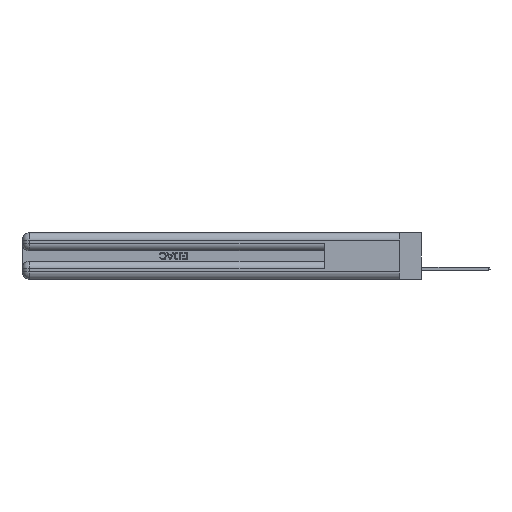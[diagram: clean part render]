
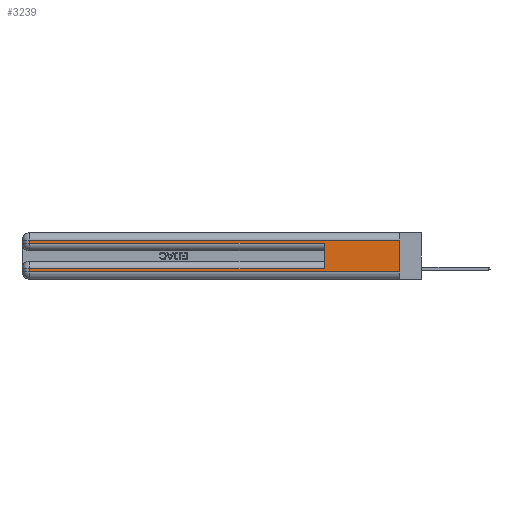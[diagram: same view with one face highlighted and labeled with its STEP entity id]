
A CAD part, left-side view. The second image highlights one B-rep face of the part: STEP entity #3239.
In plain terms, the highlighted planar face has unit normal (-1, 0, 0).
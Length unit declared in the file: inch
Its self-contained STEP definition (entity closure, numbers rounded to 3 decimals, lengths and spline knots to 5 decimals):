
#735 = CARTESIAN_POINT ( 'NONE',  ( 0., 0., 0.31 ) ) ;
#1899 = LINE ( 'NONE', #7347, #44298 ) ;
#3239 = ADVANCED_FACE ( 'NONE', ( #33673 ), #42860, .F. ) ;
#3269 = VECTOR ( 'NONE', #34425, 39.37008 ) ;
#3947 = CARTESIAN_POINT ( 'NONE',  ( 0., 2.94, 0.06 ) ) ;
#4496 = DIRECTION ( 'NONE',  ( 0., 0., -1. ) ) ;
#4582 = CARTESIAN_POINT ( 'NONE',  ( 0., 0.6, 0.085 ) ) ;
#4686 = LINE ( 'NONE', #735, #25139 ) ;
#6544 = VERTEX_POINT ( 'NONE', #25312 ) ;
#6878 = EDGE_CURVE ( 'NONE', #25685, #24967, #4686, .T. ) ;
#7347 = CARTESIAN_POINT ( 'NONE',  ( 0., 0.6, 0.145 ) ) ;
#7488 = LINE ( 'NONE', #8589, #32306 ) ;
#8589 = CARTESIAN_POINT ( 'NONE',  ( 0., 0., 0.37 ) ) ;
#8663 = VERTEX_POINT ( 'NONE', #29698 ) ;
#8720 = LINE ( 'NONE', #14423, #27523 ) ;
#9566 = ORIENTED_EDGE ( 'NONE', *, *, #24036, .T. ) ;
#11553 = LINE ( 'NONE', #14973, #18718 ) ;
#11742 = VECTOR ( 'NONE', #38974, 39.37008 ) ;
#12870 = EDGE_LOOP ( 'NONE', ( #32736, #28945, #25455, #9566, #38707, #18436, #26272, #35327 ) ) ;
#14423 = CARTESIAN_POINT ( 'NONE',  ( 0., 0., 0.285 ) ) ;
#14973 = CARTESIAN_POINT ( 'NONE',  ( 0., 0., 0.085 ) ) ;
#18029 = DIRECTION ( 'NONE',  ( 0., -1., 0. ) ) ;
#18033 = CARTESIAN_POINT ( 'NONE',  ( 0., 0.6, 0.285 ) ) ;
#18436 = ORIENTED_EDGE ( 'NONE', *, *, #34024, .T. ) ;
#18718 = VECTOR ( 'NONE', #21612, 39.37008 ) ;
#18895 = CARTESIAN_POINT ( 'NONE',  ( 0., 0., 0.31 ) ) ;
#20380 = EDGE_CURVE ( 'NONE', #24967, #6544, #35972, .T. ) ;
#20381 = EDGE_CURVE ( 'NONE', #35623, #8663, #21109, .T. ) ;
#21109 = LINE ( 'NONE', #32715, #11742 ) ;
#21612 = DIRECTION ( 'NONE',  ( 0., 1., 0. ) ) ;
#24036 = EDGE_CURVE ( 'NONE', #6544, #42261, #8720, .T. ) ;
#24967 = VERTEX_POINT ( 'NONE', #31672 ) ;
#25139 = VECTOR ( 'NONE', #32530, 39.37008 ) ;
#25312 = CARTESIAN_POINT ( 'NONE',  ( 0., 2.94, 0.285 ) ) ;
#25455 = ORIENTED_EDGE ( 'NONE', *, *, #20380, .T. ) ;
#25685 = VERTEX_POINT ( 'NONE', #18895 ) ;
#26272 = ORIENTED_EDGE ( 'NONE', *, *, #37342, .T. ) ;
#27523 = VECTOR ( 'NONE', #18029, 39.37008 ) ;
#27980 = CARTESIAN_POINT ( 'NONE',  ( 0., 2.94, 0.37 ) ) ;
#28240 = CARTESIAN_POINT ( 'NONE',  ( 0., 2.94, 0.085 ) ) ;
#28945 = ORIENTED_EDGE ( 'NONE', *, *, #6878, .T. ) ;
#29698 = CARTESIAN_POINT ( 'NONE',  ( 0., 0., 0.06 ) ) ;
#30513 = VECTOR ( 'NONE', #4496, 39.37008 ) ;
#31672 = CARTESIAN_POINT ( 'NONE',  ( 0., 2.94, 0.31 ) ) ;
#32306 = VECTOR ( 'NONE', #33233, 39.37008 ) ;
#32326 = CARTESIAN_POINT ( 'NONE',  ( 0., 0., 0.37 ) ) ;
#32414 = CARTESIAN_POINT ( 'NONE',  ( 0., 2.94, 0.37 ) ) ;
#32530 = DIRECTION ( 'NONE',  ( 0., 1., 0. ) ) ;
#32715 = CARTESIAN_POINT ( 'NONE',  ( 0., 0., 0.06 ) ) ;
#32736 = ORIENTED_EDGE ( 'NONE', *, *, #40694, .F. ) ;
#33233 = DIRECTION ( 'NONE',  ( 0., 0., -1. ) ) ;
#33673 = FACE_OUTER_BOUND ( 'NONE', #12870, .T. ) ;
#34024 = EDGE_CURVE ( 'NONE', #35822, #38500, #11553, .T. ) ;
#34425 = DIRECTION ( 'NONE',  ( 0., 0., -1. ) ) ;
#35327 = ORIENTED_EDGE ( 'NONE', *, *, #20381, .T. ) ;
#35623 = VERTEX_POINT ( 'NONE', #3947 ) ;
#35822 = VERTEX_POINT ( 'NONE', #4582 ) ;
#35972 = LINE ( 'NONE', #32414, #30513 ) ;
#35976 = DIRECTION ( 'NONE',  ( 0., 0., 1. ) ) ;
#36764 = DIRECTION ( 'NONE',  ( 0., 0., -1. ) ) ;
#37342 = EDGE_CURVE ( 'NONE', #38500, #35623, #37721, .T. ) ;
#37721 = LINE ( 'NONE', #27980, #3269 ) ;
#38500 = VERTEX_POINT ( 'NONE', #28240 ) ;
#38707 = ORIENTED_EDGE ( 'NONE', *, *, #42227, .F. ) ;
#38709 = AXIS2_PLACEMENT_3D ( 'NONE', #32326, #40451, #36764 ) ;
#38974 = DIRECTION ( 'NONE',  ( 0., -1., 0. ) ) ;
#40451 = DIRECTION ( 'NONE',  ( 1., 0., 0. ) ) ;
#40694 = EDGE_CURVE ( 'NONE', #25685, #8663, #7488, .T. ) ;
#42227 = EDGE_CURVE ( 'NONE', #35822, #42261, #1899, .T. ) ;
#42261 = VERTEX_POINT ( 'NONE', #18033 ) ;
#42860 = PLANE ( 'NONE',  #38709 ) ;
#44298 = VECTOR ( 'NONE', #35976, 39.37008 ) ;
